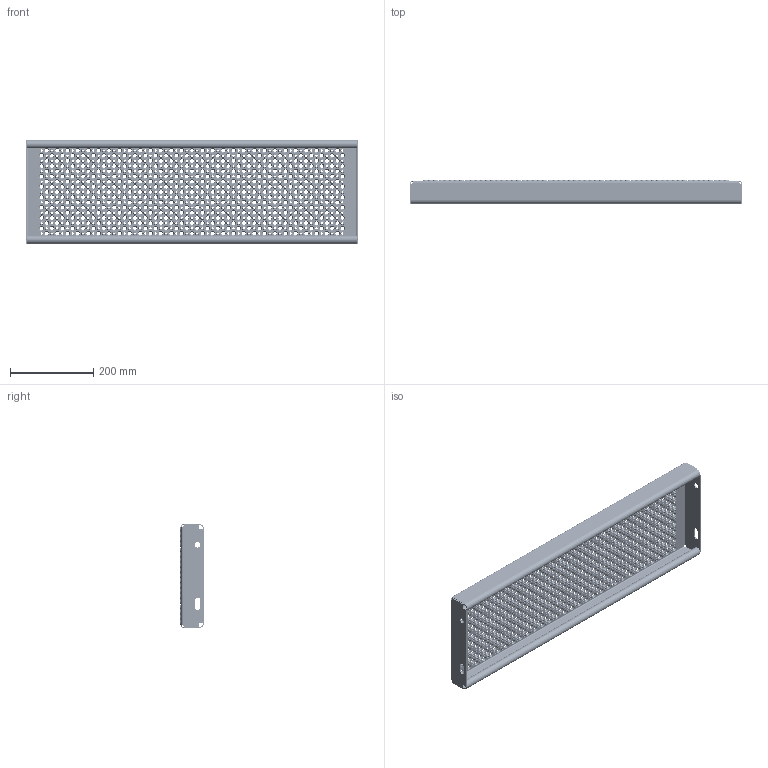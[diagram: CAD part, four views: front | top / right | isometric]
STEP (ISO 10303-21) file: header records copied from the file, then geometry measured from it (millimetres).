
FILE_DESCRIPTION (( 'STEP AP214' ), '1' );
FILE_NAME ('OPTIMO-Tread-Achil-O2-800x250x57x2,5-alu-F100876160.STEP', '2021-06-07T06:27:05', ( '' ), ( '' ), 'SwSTEP 2.0', 'SolidWorks 2021', '' );
FILE_SCHEMA (( 'AUTOMOTIVE_DESIGN' ));
Length unit declared in the file: millimetre
Products named in the file (1): OPTIMO-Tread-Achil-O2-800x250x57x2,5-alu-F100876160
Bounding box: 800 x 57 x 250 mm (x, y, z)
Volume: 888493.9 mm3; surface area: 780473.7 mm2
Topology: 1 solids, 1 shells, 7929 faces, 18136 edges, 11330 vertices
Faces by surface type: cone 4484, cylinder 2278, plane 1159, bspline 8
Entity records: 231570 total; most frequent: DIRECTION 45214, CARTESIAN_POINT 37960, ORIENTED_EDGE 36272, AXIS2_PLACEMENT_3D 19188, EDGE_CURVE 18136, VERTEX_POINT 11330, EDGE_LOOP 11300, CIRCLE 11266
